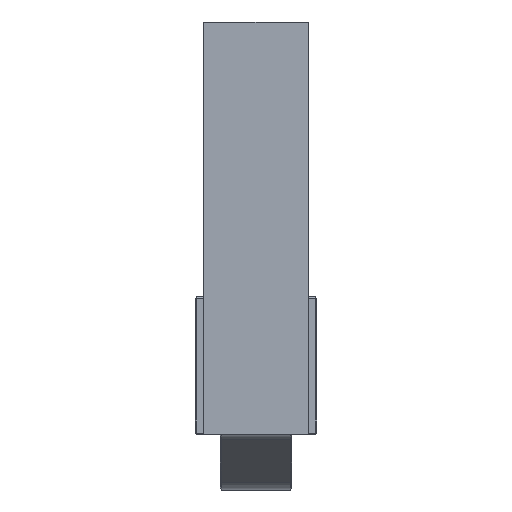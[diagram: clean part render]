
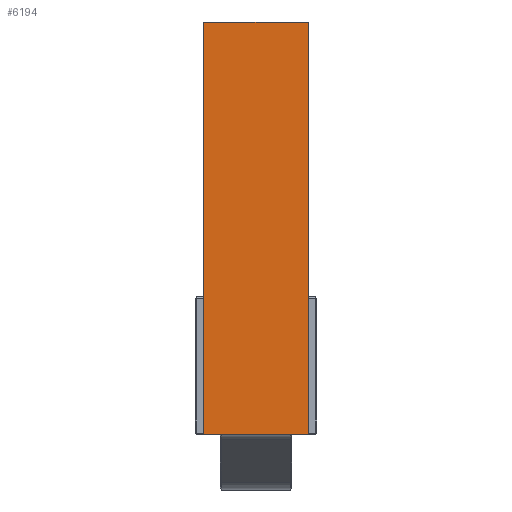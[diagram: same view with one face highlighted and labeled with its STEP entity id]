
A CAD part, top view. The second image highlights one B-rep face of the part: STEP entity #6194.
In plain terms, the highlighted planar face has unit normal (0, 0, 1).
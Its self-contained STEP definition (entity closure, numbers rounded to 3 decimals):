
#928=FACE_OUTER_BOUND('',#1317,.T.);
#1317=EDGE_LOOP('',(#4116,#4117,#4118,#4119));
#1732=LINE('',#8934,#2141);
#1733=LINE('',#8937,#2142);
#1734=LINE('',#8939,#2143);
#1735=LINE('',#8940,#2144);
#2141=VECTOR('',#7292,10.);
#2142=VECTOR('',#7295,10.);
#2143=VECTOR('',#7296,10.);
#2144=VECTOR('',#7297,10.);
#2548=VERTEX_POINT('',#8928);
#2550=VERTEX_POINT('',#8932);
#2551=VERTEX_POINT('',#8936);
#2552=VERTEX_POINT('',#8938);
#3148=EDGE_CURVE('',#2548,#2550,#1732,.T.);
#3149=EDGE_CURVE('',#2548,#2551,#1733,.T.);
#3150=EDGE_CURVE('',#2552,#2550,#1734,.T.);
#3151=EDGE_CURVE('',#2551,#2552,#1735,.T.);
#4116=ORIENTED_EDGE('',*,*,#3149,.F.);
#4117=ORIENTED_EDGE('',*,*,#3148,.T.);
#4118=ORIENTED_EDGE('',*,*,#3150,.F.);
#4119=ORIENTED_EDGE('',*,*,#3151,.F.);
#6047=PLANE('',#6670);
#6194=ADVANCED_FACE('',(#928),#6047,.T.);
#6670=AXIS2_PLACEMENT_3D('',#8935,#7293,#7294);
#7292=DIRECTION('',(0.,1.,0.));
#7293=DIRECTION('center_axis',(0.,0.,1.));
#7294=DIRECTION('ref_axis',(1.,0.,0.));
#7295=DIRECTION('',(-1.,0.,0.));
#7296=DIRECTION('',(1.,0.,0.));
#7297=DIRECTION('',(0.,1.,0.));
#8928=CARTESIAN_POINT('',(38.1,0.,5.));
#8932=CARTESIAN_POINT('',(38.1,150.,5.));
#8934=CARTESIAN_POINT('',(38.1,0.,5.));
#8935=CARTESIAN_POINT('Origin',(0.,0.,5.));
#8936=CARTESIAN_POINT('',(0.,0.,5.));
#8937=CARTESIAN_POINT('',(38.1,0.,5.));
#8938=CARTESIAN_POINT('',(0.,150.,5.));
#8939=CARTESIAN_POINT('',(38.1,150.,5.));
#8940=CARTESIAN_POINT('',(0.,0.,5.));
